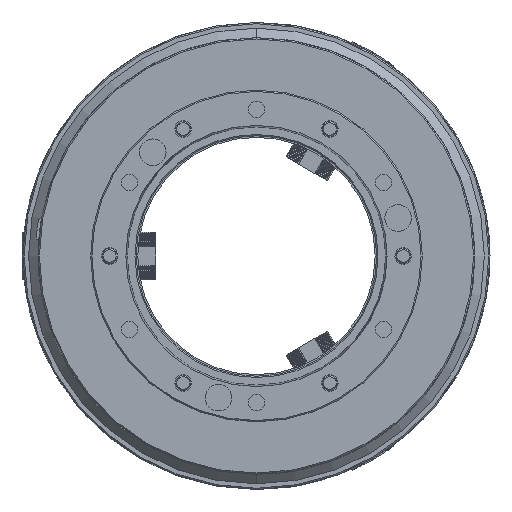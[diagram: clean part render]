
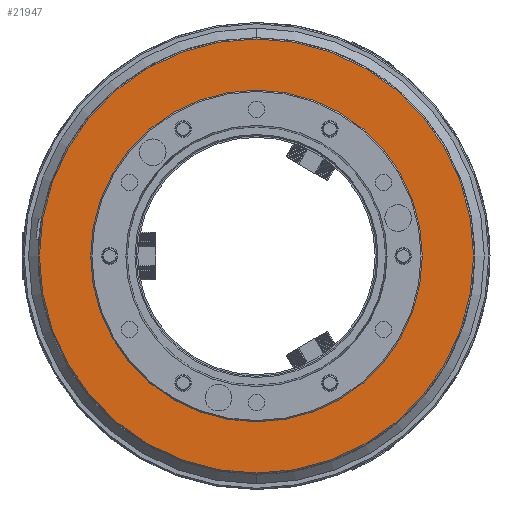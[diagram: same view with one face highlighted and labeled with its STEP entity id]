
A CAD part, left-side view. The second image highlights one B-rep face of the part: STEP entity #21947.
In plain terms, the highlighted planar face has unit normal (-1, 0, 0).
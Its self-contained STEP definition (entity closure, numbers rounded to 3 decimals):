
#1692 = CARTESIAN_POINT ( 'NONE',  ( 2., 0., 0. ) ) ;
#4433 = CIRCLE ( 'NONE', #39828, 343. ) ;
#5170 = EDGE_CURVE ( 'NONE', #11317, #16761, #63283, .T. ) ;
#7254 = AXIS2_PLACEMENT_3D ( 'NONE', #23889, #63310, #29567 ) ;
#7265 = DIRECTION ( 'NONE',  ( 0., 0., 1. ) ) ;
#7640 = AXIS2_PLACEMENT_3D ( 'NONE', #27743, #67143, #33380 ) ;
#11317 = VERTEX_POINT ( 'NONE', #23702 ) ;
#16084 = FACE_OUTER_BOUND ( 'NONE', #24152, .T. ) ;
#16761 = VERTEX_POINT ( 'NONE', #40289 ) ;
#18514 = EDGE_CURVE ( 'NONE', #16761, #11317, #56483, .T. ) ;
#21947 = ADVANCED_FACE ( 'NONE', ( #16084, #59290 ), #59730, .T. ) ;
#22490 = ORIENTED_EDGE ( 'NONE', *, *, #71211, .T. ) ;
#23702 = CARTESIAN_POINT ( 'NONE',  ( 2., 0., 262. ) ) ;
#23889 = CARTESIAN_POINT ( 'NONE',  ( 2., 0., 0. ) ) ;
#24152 = EDGE_LOOP ( 'NONE', ( #22490, #71257 ) ) ;
#27743 = CARTESIAN_POINT ( 'NONE',  ( 2., 0., 0. ) ) ;
#28357 = DIRECTION ( 'NONE',  ( -1., 0., 0. ) ) ;
#29050 = EDGE_LOOP ( 'NONE', ( #43310, #62961 ) ) ;
#29567 = DIRECTION ( 'NONE',  ( 0., 0., 1. ) ) ;
#32675 = CIRCLE ( 'NONE', #7254, 343. ) ;
#33380 = DIRECTION ( 'NONE',  ( 0., 0., 1. ) ) ;
#36111 = AXIS2_PLACEMENT_3D ( 'NONE', #1692, #40942, #7265 ) ;
#37039 = DIRECTION ( 'NONE',  ( -1., 0., 0. ) ) ;
#39582 = VERTEX_POINT ( 'NONE', #44647 ) ;
#39828 = AXIS2_PLACEMENT_3D ( 'NONE', #62110, #28357, #67732 ) ;
#40289 = CARTESIAN_POINT ( 'NONE',  ( 2., 0., -262. ) ) ;
#40942 = DIRECTION ( 'NONE',  ( -1., 0., 0. ) ) ;
#43310 = ORIENTED_EDGE ( 'NONE', *, *, #18514, .F. ) ;
#44647 = CARTESIAN_POINT ( 'NONE',  ( 2., 0., -343. ) ) ;
#54053 = CARTESIAN_POINT ( 'NONE',  ( 2., 0., 0. ) ) ;
#56483 = CIRCLE ( 'NONE', #7640, 262. ) ;
#58986 = VERTEX_POINT ( 'NONE', #64639 ) ;
#59290 = FACE_BOUND ( 'NONE', #29050, .T. ) ;
#59730 = PLANE ( 'NONE',  #63055 ) ;
#62110 = CARTESIAN_POINT ( 'NONE',  ( 2., 0., 0. ) ) ;
#62961 = ORIENTED_EDGE ( 'NONE', *, *, #5170, .F. ) ;
#63055 = AXIS2_PLACEMENT_3D ( 'NONE', #54053, #37039, #65342 ) ;
#63283 = CIRCLE ( 'NONE', #36111, 262. ) ;
#63310 = DIRECTION ( 'NONE',  ( -1., 0., 0. ) ) ;
#64639 = CARTESIAN_POINT ( 'NONE',  ( 2., 0., 343. ) ) ;
#64738 = EDGE_CURVE ( 'NONE', #58986, #39582, #4433, .T. ) ;
#65342 = DIRECTION ( 'NONE',  ( 0., 0., 1. ) ) ;
#67143 = DIRECTION ( 'NONE',  ( -1., 0., 0. ) ) ;
#67732 = DIRECTION ( 'NONE',  ( 0., 0., 1. ) ) ;
#71211 = EDGE_CURVE ( 'NONE', #39582, #58986, #32675, .T. ) ;
#71257 = ORIENTED_EDGE ( 'NONE', *, *, #64738, .T. ) ;
